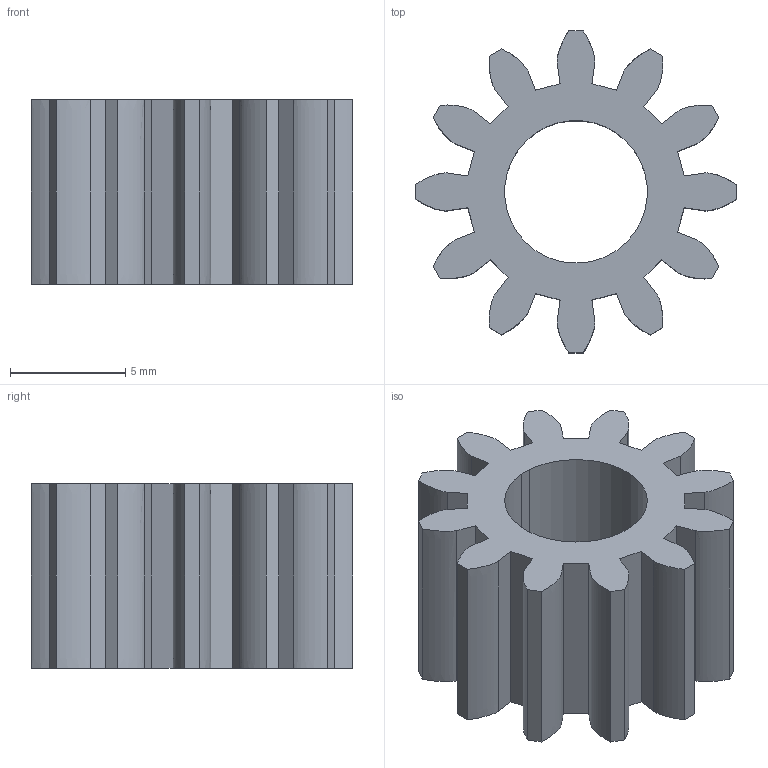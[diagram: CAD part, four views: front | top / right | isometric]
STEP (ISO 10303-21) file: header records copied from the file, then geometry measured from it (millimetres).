
FILE_DESCRIPTION(('FreeCAD Model'),'2;1');
FILE_NAME('Open CASCADE Shape Model','2024-12-22T14:35:18',(''),(''), 'Open CASCADE STEP processor 7.8','FreeCAD','Unknown');
FILE_SCHEMA(('AUTOMOTIVE_DESIGN { 1 0 10303 214 1 1 1 1 }'));
Length unit declared in the file: millimetre
Products named in the file (2): PotGear; Body
Assembly tree (1 placements, depth 2):
  PotGear
    Body
Bounding box: 13.99 x 13.99 x 8 mm (x, y, z)
Volume: 621.1 mm3; surface area: 939.8 mm2
Topology: 1 solids, 1 shells, 76 faces, 222 edges, 148 vertices
Faces by surface type: extrusion 68, plane 7, cylinder 1
Entity records: 3886 total; most frequent: CARTESIAN_POINT 2092, ORIENTED_EDGE 444, EDGE_CURVE 222, B_SPLINE_CURVE_WITH_KNOTS 204, DIRECTION 176, VECTOR 152, VERTEX_POINT 148, LINE 84
